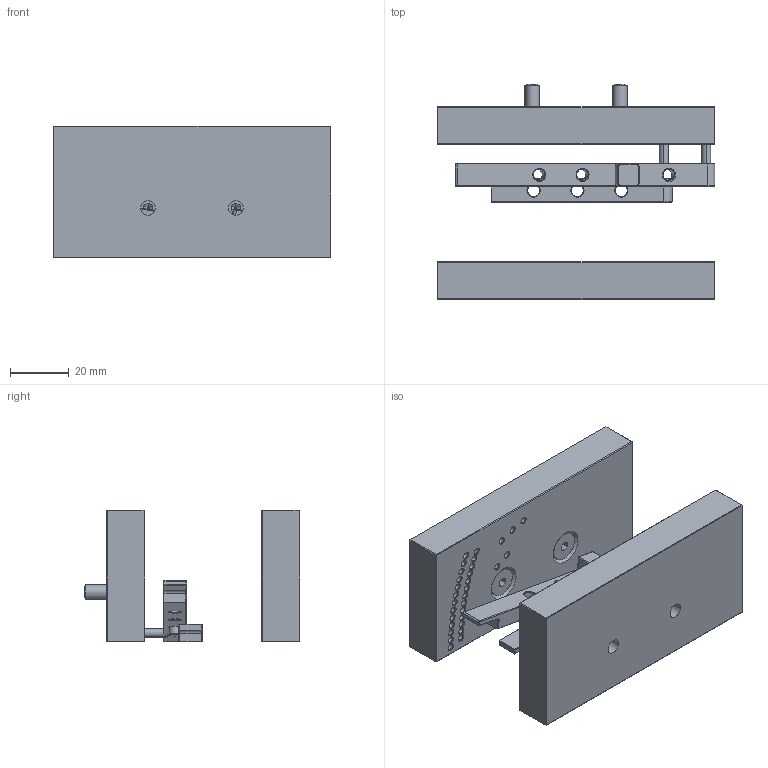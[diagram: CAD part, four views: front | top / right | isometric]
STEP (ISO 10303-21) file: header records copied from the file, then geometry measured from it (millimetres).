
FILE_DESCRIPTION(/* description */ (''),/* implementation_level */ '2;1');
FILE_NAME(/* name */ 'Vice Angle Plate.step',/* time_stamp */ '2025-04-27T11:02:13-07:00',/* author */ (''),/* organization */ (''),/* preprocessor_version */ 'ST-DEVELOPER v20.1',/* originating_system */ 'Autodesk Translation Framework v14.4.0.0',/* authorisation */ '');
FILE_SCHEMA (('AUTOMOTIVE_DESIGN { 1 0 10303 214 3 1 1 }'));
Length unit declared in the file: millimetre
Products named in the file (10): Vice Angle Plate; DIN 7991 - M5x20 Steel 12.9 Plain; 91585A374_18-8 Stainless Steel Dowel Pin; Vice Angle Plate_1; Long Bar; 91585A379_18-8 Stainless Steel Dowel Pin; Short Bar; Vice Angle Plate(Mirror); Angle Plate Stop; Angle Plate Stop_1
Assembly tree (10 placements, depth 3):
  Vice Angle Plate
    DIN 7991 - M5x20 Steel 12.9 Plain  x2
    91585A374_18-8 Stainless Steel Dowel Pin
    Vice Angle Plate_1
    Long Bar
    91585A379_18-8 Stainless Steel Dowel Pin
    Short Bar
    Vice Angle Plate(Mirror)
    Angle Plate Stop
      Angle Plate Stop_1
Bounding box: 95.01 x 73.7 x 45 mm (x, y, z)
Volume: 115000.7 mm3; surface area: 34358.6 mm2
Topology: 9 solids, 9 shells, 421 faces, 789 edges, 455 vertices
Faces by surface type: plane 199, cone 122, cylinder 98, torus 2
Full cylindrical faces by diameter (mm): 2 x62, 3 x4, 4 x10, 4.901 x2, 5 x4, 10 x2
Entity records: 10215 total; most frequent: DIRECTION 1918, CARTESIAN_POINT 1612, ORIENTED_EDGE 1508, EDGE_CURVE 754, AXIS2_PLACEMENT_3D 742, EDGE_LOOP 496, VERTEX_POINT 436, LINE 434
